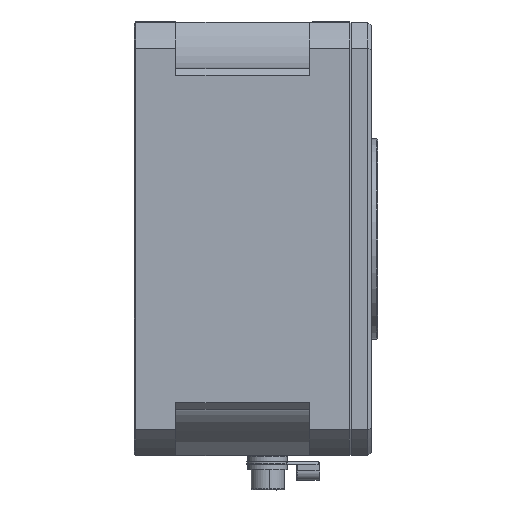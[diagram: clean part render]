
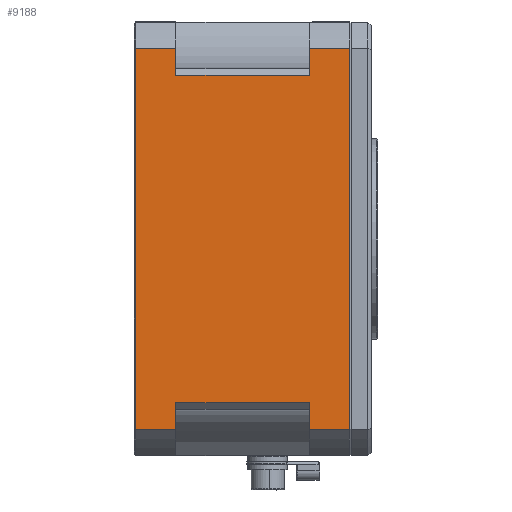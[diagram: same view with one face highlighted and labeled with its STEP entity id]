
A CAD part, left-side view. The second image highlights one B-rep face of the part: STEP entity #9188.
In plain terms, the highlighted planar face has unit normal (-1, 0, 0).
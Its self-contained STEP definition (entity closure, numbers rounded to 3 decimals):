
#6 = CARTESIAN_POINT ( 'NONE',  ( -56., 8.5, 57.131 ) ) ;
#145 = EDGE_CURVE ( 'NONE', #357, #3169, #5784, .T. ) ;
#217 = VERTEX_POINT ( 'NONE', #9627 ) ;
#247 = VECTOR ( 'NONE', #5048, 1000. ) ;
#357 = VERTEX_POINT ( 'NONE', #14181 ) ;
#458 = LINE ( 'NONE', #3913, #9895 ) ;
#768 = LINE ( 'NONE', #12143, #10978 ) ;
#893 = ORIENTED_EDGE ( 'NONE', *, *, #10876, .T. ) ;
#998 = VECTOR ( 'NONE', #13046, 1000. ) ;
#1220 = ORIENTED_EDGE ( 'NONE', *, *, #7654, .T. ) ;
#1439 = DIRECTION ( 'NONE',  ( 0., 0., -1. ) ) ;
#1493 = VECTOR ( 'NONE', #4491, 1000. ) ;
#1685 = ORIENTED_EDGE ( 'NONE', *, *, #6425, .T. ) ;
#2028 = DIRECTION ( 'NONE',  ( 0., 0., -1. ) ) ;
#2263 = LINE ( 'NONE', #7159, #11719 ) ;
#2297 = ORIENTED_EDGE ( 'NONE', *, *, #145, .F. ) ;
#2506 = VECTOR ( 'NONE', #13426, 1000. ) ;
#2532 = CARTESIAN_POINT ( 'NONE',  ( -56., 60.5, -49. ) ) ;
#2634 = CARTESIAN_POINT ( 'NONE',  ( -56., 60.5, 49. ) ) ;
#2738 = DIRECTION ( 'NONE',  ( 0., 0., -1. ) ) ;
#2932 = VERTEX_POINT ( 'NONE', #12989 ) ;
#2990 = CARTESIAN_POINT ( 'NONE',  ( -56., 20.5, 49. ) ) ;
#3065 = CARTESIAN_POINT ( 'NONE',  ( -56., 60.5, 57.131 ) ) ;
#3169 = VERTEX_POINT ( 'NONE', #12706 ) ;
#3507 = DIRECTION ( 'NONE',  ( 0., 1., 0. ) ) ;
#3631 = EDGE_CURVE ( 'NONE', #8503, #11177, #4242, .T. ) ;
#3657 = LINE ( 'NONE', #8888, #6948 ) ;
#3913 = CARTESIAN_POINT ( 'NONE',  ( -56., 72.5, 57.131 ) ) ;
#4153 = EDGE_LOOP ( 'NONE', ( #15792, #14323, #2297, #15643, #1685, #1220, #10681, #12380, #15184, #6077, #10290, #893 ) ) ;
#4242 = LINE ( 'NONE', #13106, #998 ) ;
#4350 = LINE ( 'NONE', #15199, #7639 ) ;
#4491 = DIRECTION ( 'NONE',  ( 0., 1., 0. ) ) ;
#5048 = DIRECTION ( 'NONE',  ( 0., 1., 0. ) ) ;
#5302 = VERTEX_POINT ( 'NONE', #2990 ) ;
#5484 = CARTESIAN_POINT ( 'NONE',  ( -56., 20.5, -57.131 ) ) ;
#5784 = LINE ( 'NONE', #8548, #2506 ) ;
#6077 = ORIENTED_EDGE ( 'NONE', *, *, #8961, .F. ) ;
#6225 = CARTESIAN_POINT ( 'NONE',  ( -56., 60.5, 49. ) ) ;
#6411 = PLANE ( 'NONE',  #15344 ) ;
#6425 = EDGE_CURVE ( 'NONE', #10627, #9893, #2263, .T. ) ;
#6948 = VECTOR ( 'NONE', #2738, 1000. ) ;
#6978 = EDGE_CURVE ( 'NONE', #2932, #8503, #4350, .T. ) ;
#7159 = CARTESIAN_POINT ( 'NONE',  ( -56., 20.5, -49. ) ) ;
#7381 = EDGE_CURVE ( 'NONE', #5302, #9182, #9682, .T. ) ;
#7486 = FACE_OUTER_BOUND ( 'NONE', #4153, .T. ) ;
#7606 = CARTESIAN_POINT ( 'NONE',  ( -56., 8., 57.131 ) ) ;
#7639 = VECTOR ( 'NONE', #13938, 1000. ) ;
#7654 = EDGE_CURVE ( 'NONE', #9893, #12630, #9489, .T. ) ;
#7656 = DIRECTION ( 'NONE',  ( 0., 0., -1. ) ) ;
#8070 = EDGE_CURVE ( 'NONE', #10627, #357, #3657, .T. ) ;
#8164 = CARTESIAN_POINT ( 'NONE',  ( -56., 8., 57.131 ) ) ;
#8503 = VERTEX_POINT ( 'NONE', #6 ) ;
#8548 = CARTESIAN_POINT ( 'NONE',  ( -56., 8., -57.131 ) ) ;
#8888 = CARTESIAN_POINT ( 'NONE',  ( -56., 60.5, 57.131 ) ) ;
#8961 = EDGE_CURVE ( 'NONE', #5302, #11177, #768, .T. ) ;
#9182 = VERTEX_POINT ( 'NONE', #2634 ) ;
#9188 = ADVANCED_FACE ( 'NONE', ( #7486 ), #6411, .F. ) ;
#9489 = LINE ( 'NONE', #10660, #9858 ) ;
#9627 = CARTESIAN_POINT ( 'NONE',  ( -56., 72.5, 57.131 ) ) ;
#9682 = LINE ( 'NONE', #6225, #247 ) ;
#9685 = CARTESIAN_POINT ( 'NONE',  ( -56., 8., -57.131 ) ) ;
#9724 = DIRECTION ( 'NONE',  ( 0., 0., 1. ) ) ;
#9858 = VECTOR ( 'NONE', #2028, 1000. ) ;
#9893 = VERTEX_POINT ( 'NONE', #12592 ) ;
#9895 = VECTOR ( 'NONE', #1439, 1000. ) ;
#10287 = EDGE_CURVE ( 'NONE', #2932, #12630, #15360, .T. ) ;
#10290 = ORIENTED_EDGE ( 'NONE', *, *, #7381, .T. ) ;
#10627 = VERTEX_POINT ( 'NONE', #2532 ) ;
#10660 = CARTESIAN_POINT ( 'NONE',  ( -56., 20.5, 57.131 ) ) ;
#10681 = ORIENTED_EDGE ( 'NONE', *, *, #10287, .F. ) ;
#10876 = EDGE_CURVE ( 'NONE', #9182, #11689, #15159, .T. ) ;
#10978 = VECTOR ( 'NONE', #9724, 1000. ) ;
#11177 = VERTEX_POINT ( 'NONE', #13588 ) ;
#11186 = CARTESIAN_POINT ( 'NONE',  ( -56., 60.5, 57.131 ) ) ;
#11507 = VECTOR ( 'NONE', #12924, 1000. ) ;
#11689 = VERTEX_POINT ( 'NONE', #11186 ) ;
#11719 = VECTOR ( 'NONE', #14526, 1000. ) ;
#12143 = CARTESIAN_POINT ( 'NONE',  ( -56., 20.5, 57.131 ) ) ;
#12380 = ORIENTED_EDGE ( 'NONE', *, *, #6978, .T. ) ;
#12592 = CARTESIAN_POINT ( 'NONE',  ( -56., 20.5, -49. ) ) ;
#12630 = VERTEX_POINT ( 'NONE', #5484 ) ;
#12706 = CARTESIAN_POINT ( 'NONE',  ( -56., 72.5, -57.131 ) ) ;
#12924 = DIRECTION ( 'NONE',  ( 0., 0., 1. ) ) ;
#12947 = EDGE_CURVE ( 'NONE', #217, #3169, #458, .T. ) ;
#12989 = CARTESIAN_POINT ( 'NONE',  ( -56., 8.5, -57.131 ) ) ;
#13046 = DIRECTION ( 'NONE',  ( 0., 1., 0. ) ) ;
#13106 = CARTESIAN_POINT ( 'NONE',  ( -56., 8., 57.131 ) ) ;
#13426 = DIRECTION ( 'NONE',  ( 0., 1., 0. ) ) ;
#13588 = CARTESIAN_POINT ( 'NONE',  ( -56., 20.5, 57.131 ) ) ;
#13817 = LINE ( 'NONE', #8164, #1493 ) ;
#13938 = DIRECTION ( 'NONE',  ( 0., 0., 1. ) ) ;
#14181 = CARTESIAN_POINT ( 'NONE',  ( -56., 60.5, -57.131 ) ) ;
#14323 = ORIENTED_EDGE ( 'NONE', *, *, #12947, .T. ) ;
#14526 = DIRECTION ( 'NONE',  ( 0., -1., 0. ) ) ;
#14570 = VECTOR ( 'NONE', #3507, 1000. ) ;
#14963 = EDGE_CURVE ( 'NONE', #11689, #217, #13817, .T. ) ;
#15040 = DIRECTION ( 'NONE',  ( 1., 0., 0. ) ) ;
#15159 = LINE ( 'NONE', #3065, #11507 ) ;
#15184 = ORIENTED_EDGE ( 'NONE', *, *, #3631, .T. ) ;
#15199 = CARTESIAN_POINT ( 'NONE',  ( -56., 8.5, 57.131 ) ) ;
#15344 = AXIS2_PLACEMENT_3D ( 'NONE', #7606, #15040, #7656 ) ;
#15360 = LINE ( 'NONE', #9685, #14570 ) ;
#15643 = ORIENTED_EDGE ( 'NONE', *, *, #8070, .F. ) ;
#15792 = ORIENTED_EDGE ( 'NONE', *, *, #14963, .T. ) ;
